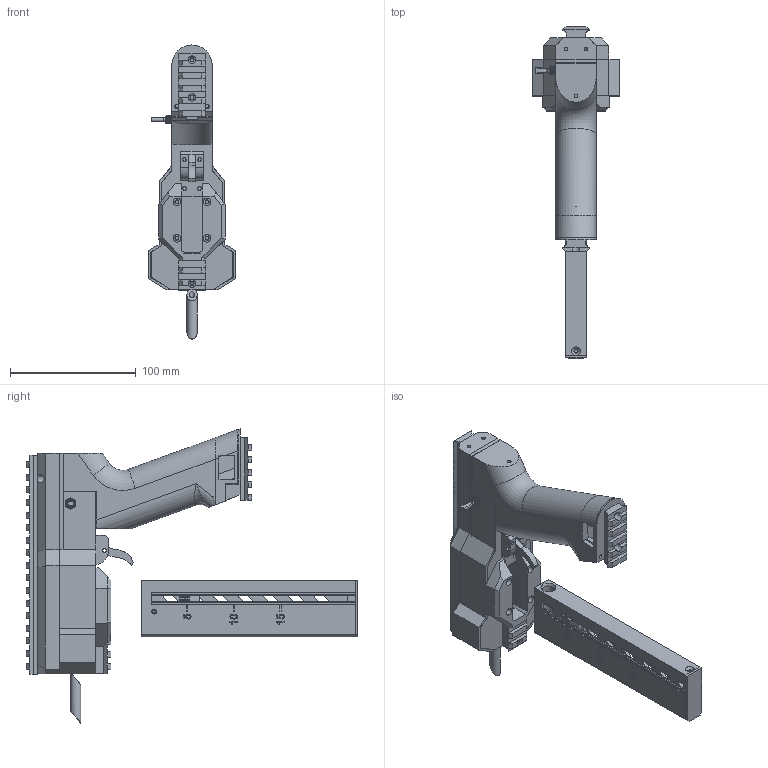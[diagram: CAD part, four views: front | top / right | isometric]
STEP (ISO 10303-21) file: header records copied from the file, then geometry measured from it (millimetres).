
FILE_DESCRIPTION(/* description */ (''),/* implementation_level */ '2;1');
FILE_NAME(/* name */ 'Maccaronikanone.stp',/* time_stamp */ '2024-10-05T14:42:45+02:00',/* author */ ('Lukas'),/* organization */ (''),/* preprocessor_version */ 'ST-DEVELOPER v18.1',/* originating_system */ 'Autodesk Inventor 2021',/* authorisation */ '');
FILE_SCHEMA (('AUTOMOTIVE_DESIGN { 1 0 10303 214 3 1 1 }'));
Products named in the file (28): Maccaronikanone; Griff_rechts; Maccaroni; Motor_holder; Motor_18mm; Antriebsrad; Magazin2; Magazin_Stössel; Griff_rechts_1; Hammer_Halter; Abzug; Hammer; Abzughalter; Top_Lid; Stiftleiste_Halter; Stiftleiste_3Pin; ESC_Halter; Arduinohalter; Hauptschalter; Ladesteckerhalter; 5632a9; Deckel; Underrail; Picatinny Rail; Picatinny Rail_1; Magazin2_Stössel; Endschalter; Endschalterhalter1
Assembly tree (31 placements, depth 2):
  Maccaronikanone
    Griff_rechts
    Maccaroni
    Motor_holder
    Motor_18mm  x2
    Antriebsrad  x2
    Magazin2
    Magazin_Stössel
    Griff_rechts_1
    Hammer_Halter
    Abzug
    Hammer
    Abzughalter
    Top_Lid
    Stiftleiste_Halter  x2
    Stiftleiste_3Pin  x2
    ESC_Halter
    Arduinohalter
    Hauptschalter
    Ladesteckerhalter
    5632a9
    Deckel
    Underrail
    Picatinny Rail
    Picatinny Rail_1
    Magazin2_Stössel
    Endschalter
    Endschalterhalter1
Bounding box: 69 x 263.44 x 233.58 mm (x, y, z)
Volume: 368935.3 mm3; surface area: 234541.1 mm2
Topology: 48 solids, 48 shells, 2071 faces, 5761 edges, 3843 vertices
Faces by surface type: plane 1514, cylinder 391, bspline 90, cone 42, torus 18, sphere 16
Full cylindrical faces by diameter (mm): 0.8 x1, 1.3 x1, 1.469 x1, 1.5 x6, 1.55 x1, 2 x15, 2.03 x1, 2.2 x10, 2.5 x3, 2.8 x47, 3.2 x56, 4 x2, 4.3 x2, 4.5 x8, 5.1 x2, 5.5 x2, 5.715 x1, 6 x23, 7 x3, 8 x1, 8.2 x1, 10 x1, 14 x1, 18.1 x2, 18.15 x2
Entity records: 73192 total; most frequent: CARTESIAN_POINT 23095, ORIENTED_EDGE 10466, DIRECTION 9662, EDGE_CURVE 5233, LINE 3772, VECTOR 3772, VERTEX_POINT 3496, AXIS2_PLACEMENT_3D 2945
